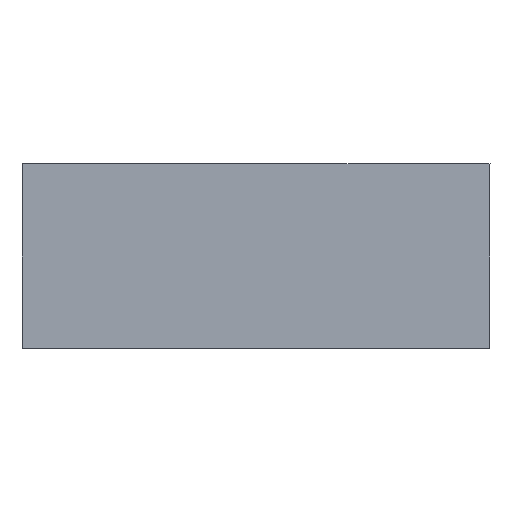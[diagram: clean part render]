
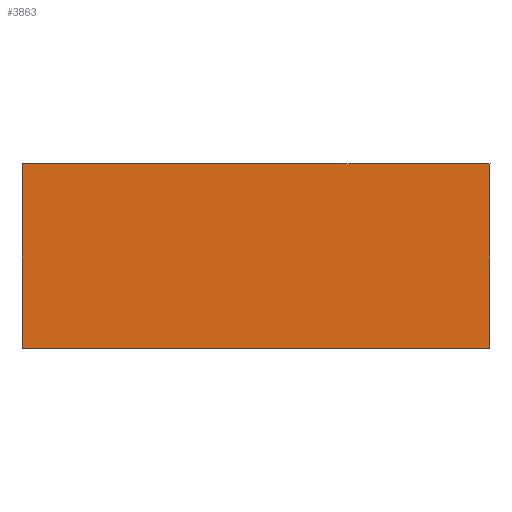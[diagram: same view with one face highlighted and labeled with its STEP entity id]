
A CAD part, left-side view. The second image highlights one B-rep face of the part: STEP entity #3863.
In plain terms, the highlighted planar face has unit normal (-1, 0, 0).
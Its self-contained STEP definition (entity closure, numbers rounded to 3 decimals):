
#698=ORIENTED_EDGE('',*,*,#1535,.F.);
#699=ORIENTED_EDGE('',*,*,#1541,.F.);
#700=ORIENTED_EDGE('',*,*,#1539,.F.);
#701=ORIENTED_EDGE('',*,*,#1537,.F.);
#1535=EDGE_CURVE('',#2006,#2007,#2443,.T.);
#1537=EDGE_CURVE('',#2007,#2008,#2445,.T.);
#1539=EDGE_CURVE('',#2008,#2009,#2447,.T.);
#1541=EDGE_CURVE('',#2009,#2006,#2449,.T.);
#2006=VERTEX_POINT('',#6613);
#2007=VERTEX_POINT('',#6615);
#2008=VERTEX_POINT('',#6619);
#2009=VERTEX_POINT('',#6623);
#2443=LINE('',#6614,#2943);
#2445=LINE('',#6618,#2945);
#2447=LINE('',#6622,#2947);
#2449=LINE('',#6626,#2949);
#2943=VECTOR('',#5512,1000.);
#2945=VECTOR('',#5516,1000.);
#2947=VECTOR('',#5520,1000.);
#2949=VECTOR('',#5524,1000.);
#3289=EDGE_LOOP('',(#698,#699,#700,#701));
#3491=FACE_BOUND('',#3289,.T.);
#3677=PLANE('',#4872);
#3863=ADVANCED_FACE('',(#3491),#3677,.F.);
#4872=AXIS2_PLACEMENT_3D('',#6627,#5525,#5526);
#5512=DIRECTION('',(0.,-1.,0.));
#5516=DIRECTION('',(0.,0.,-1.));
#5520=DIRECTION('',(0.,1.,0.));
#5524=DIRECTION('',(0.,0.,1.));
#5525=DIRECTION('',(1.,0.,0.));
#5526=DIRECTION('',(0.,1.,0.));
#6613=CARTESIAN_POINT('',(0.,1.65,0.65));
#6614=CARTESIAN_POINT('',(0.,1.65,0.65));
#6615=CARTESIAN_POINT('',(0.,-1.65,0.65));
#6618=CARTESIAN_POINT('',(0.,-1.65,0.65));
#6619=CARTESIAN_POINT('',(0.,-1.65,-0.65));
#6622=CARTESIAN_POINT('',(0.,-1.65,-0.65));
#6623=CARTESIAN_POINT('',(0.,1.65,-0.65));
#6626=CARTESIAN_POINT('',(0.,1.65,-0.65));
#6627=CARTESIAN_POINT('',(0.,0.,0.));
